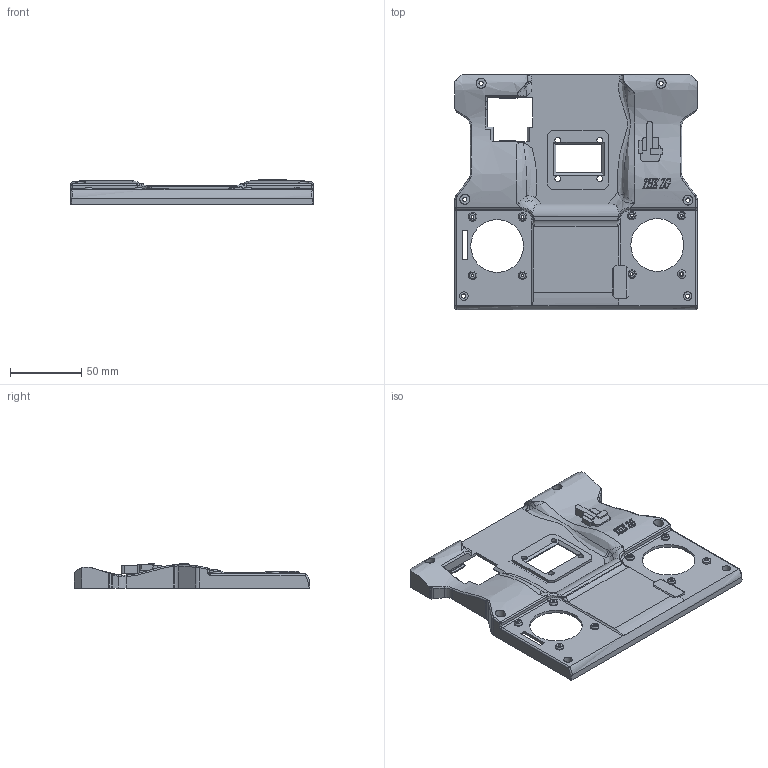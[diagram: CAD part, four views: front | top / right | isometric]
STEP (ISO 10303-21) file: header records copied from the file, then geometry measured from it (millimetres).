
FILE_DESCRIPTION(/* description */ (''),/* implementation_level */ '2;1');
FILE_NAME(/* name */ 'mo2.stp',/* time_stamp */ '2021-01-28T17:33:36+08:00',/* author */ (''),/* organization */ (''),/* preprocessor_version */ 'ST-DEVELOPER v16',/* originating_system */ 'SIEMENS PLM Software NX 10.0',/* authorisation */ '');
FILE_SCHEMA (('CONFIG_CONTROL_DESIGN'));
Length unit declared in the file: millimetre
Products named in the file (1): _model2
Bounding box: 170 x 165 x 17.79 mm (x, y, z)
Volume: 63860.8 mm3; surface area: 67575.3 mm2
Topology: 1 solids, 1 shells, 553 faces, 1535 edges, 991 vertices
Faces by surface type: plane 272, cylinder 100, extrusion 80, bspline 78, cone 11, torus 8, sphere 4
Full cylindrical faces by diameter (mm): 1.9 x8, 3 x6, 4 x4, 5 x1, 5.9 x7, 6 x2, 7 x4, 37 x2
Entity records: 21439 total; most frequent: CARTESIAN_POINT 8689, ORIENTED_EDGE 2936, DIRECTION 1992, EDGE_CURVE 1468, VERTEX_POINT 978, VECTOR 764, LINE 684, EDGE_LOOP 660
